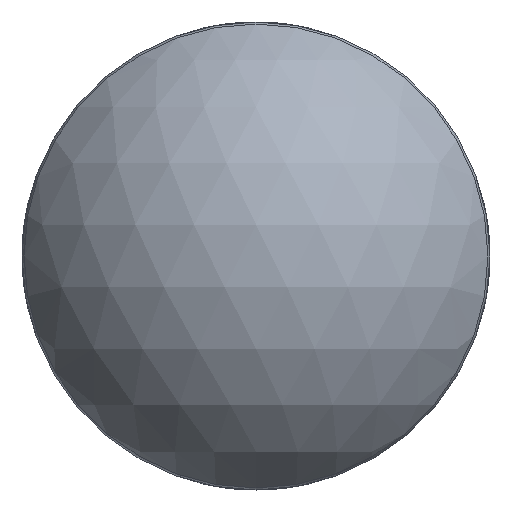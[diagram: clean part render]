
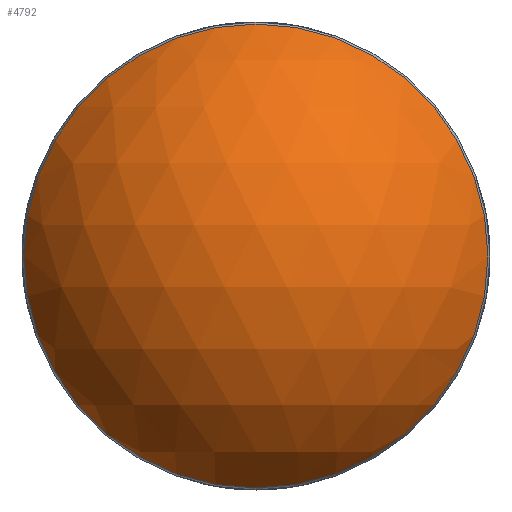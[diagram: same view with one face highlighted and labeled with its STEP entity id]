
A CAD part, left-side view. The second image highlights one B-rep face of the part: STEP entity #4792.
In plain terms, the highlighted spherical face has radius 15 mm.
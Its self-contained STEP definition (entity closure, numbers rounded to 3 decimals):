
#55=SPHERICAL_SURFACE('',#5118,15.);
#145=CIRCLE('',#5119,13.232);
#925=FACE_OUTER_BOUND('',#1215,.T.);
#1215=EDGE_LOOP('',(#3132));
#1840=VERTEX_POINT('',#7371);
#2353=EDGE_CURVE('',#1840,#1840,#145,.T.);
#3132=ORIENTED_EDGE('',*,*,#2353,.F.);
#4792=ADVANCED_FACE('',(#925),#55,.T.);
#5118=AXIS2_PLACEMENT_3D('',#7370,#5377,#5378);
#5119=AXIS2_PLACEMENT_3D('',#7372,#5379,#5380);
#5377=DIRECTION('center_axis',(0.,0.,
1.));
#5378=DIRECTION('ref_axis',(-1.,-0.001,0.));
#5379=DIRECTION('center_axis',(1.,0.,0.));
#5380=DIRECTION('ref_axis',(0.,0.,-1.));
#7370=CARTESIAN_POINT('Origin',(-8.5,0.,0.));
#7371=CARTESIAN_POINT('',(-15.565,0.,13.232));
#7372=CARTESIAN_POINT('Origin',(-15.565,0.,0.));
